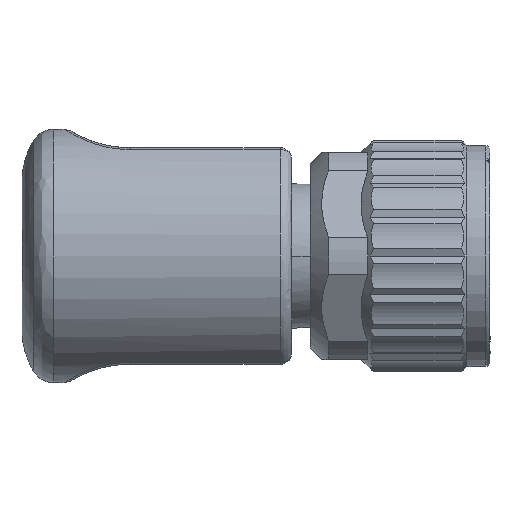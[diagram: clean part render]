
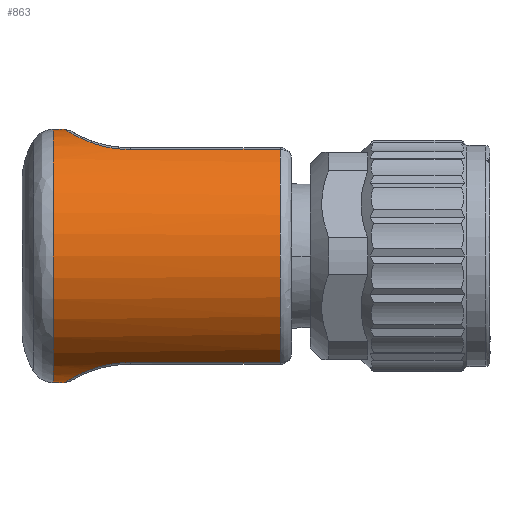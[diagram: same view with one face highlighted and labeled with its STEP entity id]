
A CAD part, front view. The second image highlights one B-rep face of the part: STEP entity #863.
In plain terms, the highlighted cylindrical face has radius 5.5 mm (diameter 11 mm), a partial arc.
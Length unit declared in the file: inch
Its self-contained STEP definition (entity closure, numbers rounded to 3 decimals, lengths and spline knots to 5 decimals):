
#205 = CARTESIAN_POINT ( 'NONE',  ( -0.50927, 0., 0. ) ) ;
#209 = VECTOR ( 'NONE', #806, 39.37008 ) ;
#259 = CARTESIAN_POINT ( 'NONE',  ( -0.4905, 0., 0.21653 ) ) ;
#319 = CARTESIAN_POINT ( 'NONE',  ( -0.46304, -0.08001, 0.20122 ) ) ;
#332 = VERTEX_POINT ( 'NONE', #6572 ) ;
#438 = CARTESIAN_POINT ( 'NONE',  ( -0.47934, -0.05453, 0.2097 ) ) ;
#506 = CARTESIAN_POINT ( 'NONE',  ( -0.45249, -0.09096, -0.19651 ) ) ;
#591 = EDGE_LOOP ( 'NONE', ( #11141, #2129, #622, #2958, #2154, #5705, #5167, #9422 ) ) ;
#621 = CARTESIAN_POINT ( 'NONE',  ( -0.4905, 0., -0.21653 ) ) ;
#622 = ORIENTED_EDGE ( 'NONE', *, *, #10470, .T. ) ;
#738 = CARTESIAN_POINT ( 'NONE',  ( -0.43472, -0.10402, -0.18997 ) ) ;
#806 = DIRECTION ( 'NONE',  ( 1., 0., 0. ) ) ;
#842 = CIRCLE ( 'NONE', #2567, 0.21654 ) ;
#863 = ADVANCED_FACE ( 'NONE', ( #8627 ), #9465, .T. ) ;
#1099 = CARTESIAN_POINT ( 'NONE',  ( -0.37795, -0.11749, 0.18189 ) ) ;
#1153 = CARTESIAN_POINT ( 'NONE',  ( -0.43506, -0.10471, 0.18963 ) ) ;
#1212 = CARTESIAN_POINT ( 'NONE',  ( -0.49054, -0.00831, 0.21654 ) ) ;
#1985 = LINE ( 'NONE', #4724, #11118 ) ;
#1995 = CARTESIAN_POINT ( 'NONE',  ( -0.40382, -0.11495, 0.1835 ) ) ;
#2006 = CARTESIAN_POINT ( 'NONE',  ( -0.50927, 0., -0.21654 ) ) ;
#2051 = CARTESIAN_POINT ( 'NONE',  ( -0.37795, -0.11749, 0.18189 ) ) ;
#2110 = CARTESIAN_POINT ( 'NONE',  ( -0.46986, -0.07104, 0.20458 ) ) ;
#2129 = ORIENTED_EDGE ( 'NONE', *, *, #8921, .T. ) ;
#2154 = ORIENTED_EDGE ( 'NONE', *, *, #9306, .T. ) ;
#2303 = CARTESIAN_POINT ( 'NONE',  ( -0.38542, -0.11733, -0.18199 ) ) ;
#2418 = LINE ( 'NONE', #8775, #209 ) ;
#2474 = CARTESIAN_POINT ( 'NONE',  ( -0.4878, -0.03249, -0.21461 ) ) ;
#2567 = AXIS2_PLACEMENT_3D ( 'NONE', #205, #6527, #11029 ) ;
#2639 = VERTEX_POINT ( 'NONE', #10904 ) ;
#2789 = B_SPLINE_CURVE_WITH_KNOTS ( 'NONE', 3,
 ( #621, #7108, #2474, #6108, #4316, #6990, #11560, #9554, #5203, #506, #5036, #7886, #8004, #738, #4197, #5934, #3425, #3309, #4258, #10670, #7053, #2303, #10608, #6165 ),
 .UNSPECIFIED., .F., .F.,
 ( 4, 2, 2, 2, 2, 2, 2, 2, 2, 2, 2, 4 ),
 ( 0.49994, 0.62495, 0.68746, 0.74997, 0.7656, 0.78122, 0.81248, 0.87498, 0.93749, 0.95312, 0.96875, 1. ),
 .UNSPECIFIED. ) ;
#2958 = ORIENTED_EDGE ( 'NONE', *, *, #4717, .T. ) ;
#3005 = CARTESIAN_POINT ( 'NONE',  ( -0.41814, -0.11115, 0.18584 ) ) ;
#3087 = AXIS2_PLACEMENT_3D ( 'NONE', #8943, #11606, #6156 ) ;
#3309 = CARTESIAN_POINT ( 'NONE',  ( -0.3982, -0.11596, -0.18287 ) ) ;
#3423 = VERTEX_POINT ( 'NONE', #2006 ) ;
#3425 = CARTESIAN_POINT ( 'NONE',  ( -0.40759, -0.11435, -0.18388 ) ) ;
#3512 = DIRECTION ( 'NONE',  ( 1., 0., 0. ) ) ;
#3769 = DIRECTION ( 'NONE',  ( 1., 0., 0. ) ) ;
#3952 = CARTESIAN_POINT ( 'NONE',  ( -0.46662, -0.07566, 0.20293 ) ) ;
#4014 = CARTESIAN_POINT ( 'NONE',  ( -0.41466, -0.11227, 0.18516 ) ) ;
#4197 = CARTESIAN_POINT ( 'NONE',  ( -0.42829, -0.1073, -0.18811 ) ) ;
#4258 = CARTESIAN_POINT ( 'NONE',  ( -0.39644, -0.11622, -0.18271 ) ) ;
#4316 = CARTESIAN_POINT ( 'NONE',  ( -0.47588, -0.0615, -0.20773 ) ) ;
#4717 = EDGE_CURVE ( 'NONE', #2639, #6012, #2789, .T. ) ;
#4724 = CARTESIAN_POINT ( 'NONE',  ( -0.33268, -0.11749, -0.18189 ) ) ;
#4732 = CARTESIAN_POINT ( 'NONE',  ( -0.48501, -0.03972, 0.213 ) ) ;
#4852 = CARTESIAN_POINT ( 'NONE',  ( -0.37795, -0.11749, -0.18189 ) ) ;
#4865 = EDGE_CURVE ( 'NONE', #10113, #332, #6051, .T. ) ;
#4906 = CARTESIAN_POINT ( 'NONE',  ( -0.48987, -0.01642, 0.21606 ) ) ;
#4950 = DIRECTION ( 'NONE',  ( 0., 0., -1. ) ) ;
#5036 = CARTESIAN_POINT ( 'NONE',  ( -0.45108, -0.09221, -0.19593 ) ) ;
#5167 = ORIENTED_EDGE ( 'NONE', *, *, #6050, .T. ) ;
#5203 = CARTESIAN_POINT ( 'NONE',  ( -0.45526, -0.08838, -0.19768 ) ) ;
#5280 = CARTESIAN_POINT ( 'NONE',  ( -0.50927, 0., 0.21654 ) ) ;
#5659 = VECTOR ( 'NONE', #3512, 39.37008 ) ;
#5705 = ORIENTED_EDGE ( 'NONE', *, *, #8076, .T. ) ;
#5743 = CARTESIAN_POINT ( 'NONE',  ( -0.4759, -0.06143, 0.20775 ) ) ;
#5934 = CARTESIAN_POINT ( 'NONE',  ( -0.41471, -0.11245, -0.18507 ) ) ;
#6012 = VERTEX_POINT ( 'NONE', #4852 ) ;
#6050 = EDGE_CURVE ( 'NONE', #9537, #10113, #6153, .T. ) ;
#6051 = B_SPLINE_CURVE_WITH_KNOTS ( 'NONE', 3,
 ( #2051, #7646, #8593, #11084, #1995, #6521, #9305, #4014, #3005, #1153, #7584, #9480, #8414, #319, #3952, #2110, #5743, #438, #4732, #7463, #4906, #1212, #259 ),
 .UNSPECIFIED., .F., .F.,
 ( 4, 2, 2, 2, 2, 2, 2, 1, 2, 2, 2, 4 ),
 ( 0., 0.06249, 0.07811, 0.09374, 0.12498, 0.24997, 0.26559, 0.28121, 0.31246, 0.37495, 0.43744, 0.49993 ),
 .UNSPECIFIED. ) ;
#6108 = CARTESIAN_POINT ( 'NONE',  ( -0.47934, -0.05455, -0.20969 ) ) ;
#6153 = LINE ( 'NONE', #9544, #7632 ) ;
#6156 = DIRECTION ( 'NONE',  ( 0., 0., -1. ) ) ;
#6165 = CARTESIAN_POINT ( 'NONE',  ( -0.37795, -0.11749, -0.18189 ) ) ;
#6205 = CARTESIAN_POINT ( 'NONE',  ( -0.12205, -0.11749, -0.18189 ) ) ;
#6521 = CARTESIAN_POINT ( 'NONE',  ( -0.40749, -0.11415, 0.184 ) ) ;
#6527 = DIRECTION ( 'NONE',  ( 1., 0., 0. ) ) ;
#6546 = EDGE_CURVE ( 'NONE', #9757, #332, #2418, .T. ) ;
#6572 = CARTESIAN_POINT ( 'NONE',  ( -0.4905, 0., 0.21653 ) ) ;
#6990 = CARTESIAN_POINT ( 'NONE',  ( -0.46782, -0.0743, -0.2035 ) ) ;
#7053 = CARTESIAN_POINT ( 'NONE',  ( -0.39095, -0.11687, -0.18229 ) ) ;
#7108 = CARTESIAN_POINT ( 'NONE',  ( -0.49058, -0.01664, -0.21654 ) ) ;
#7450 = CARTESIAN_POINT ( 'NONE',  ( -0.33268, 0., 0. ) ) ;
#7463 = CARTESIAN_POINT ( 'NONE',  ( -0.48709, -0.03216, 0.21428 ) ) ;
#7584 = CARTESIAN_POINT ( 'NONE',  ( -0.44726, -0.09676, 0.19409 ) ) ;
#7632 = VECTOR ( 'NONE', #10594, 39.37008 ) ;
#7646 = CARTESIAN_POINT ( 'NONE',  ( -0.38545, -0.11749, 0.18189 ) ) ;
#7822 = CIRCLE ( 'NONE', #3087, 0.21654 ) ;
#7886 = CARTESIAN_POINT ( 'NONE',  ( -0.44679, -0.0958, -0.19421 ) ) ;
#8004 = CARTESIAN_POINT ( 'NONE',  ( -0.44384, -0.09799, -0.19311 ) ) ;
#8076 = EDGE_CURVE ( 'NONE', #9495, #9537, #7822, .T. ) ;
#8414 = CARTESIAN_POINT ( 'NONE',  ( -0.46057, -0.08284, 0.20007 ) ) ;
#8593 = CARTESIAN_POINT ( 'NONE',  ( -0.39283, -0.11687, 0.18229 ) ) ;
#8627 = FACE_OUTER_BOUND ( 'NONE', #591, .T. ) ;
#8719 = AXIS2_PLACEMENT_3D ( 'NONE', #7450, #10237, #4950 ) ;
#8775 = CARTESIAN_POINT ( 'NONE',  ( -0.33268, 0., 0.21654 ) ) ;
#8921 = EDGE_CURVE ( 'NONE', #9757, #3423, #842, .T. ) ;
#8943 = CARTESIAN_POINT ( 'NONE',  ( -0.12205, 0., 0. ) ) ;
#8978 = LINE ( 'NONE', #11643, #5659 ) ;
#9305 = CARTESIAN_POINT ( 'NONE',  ( -0.4093, -0.11371, 0.18427 ) ) ;
#9306 = EDGE_CURVE ( 'NONE', #6012, #9495, #1985, .T. ) ;
#9422 = ORIENTED_EDGE ( 'NONE', *, *, #4865, .T. ) ;
#9465 = CYLINDRICAL_SURFACE ( 'NONE', #8719, 0.21654 ) ;
#9480 = CARTESIAN_POINT ( 'NONE',  ( -0.45934, -0.08419, 0.1995 ) ) ;
#9495 = VERTEX_POINT ( 'NONE', #6205 ) ;
#9537 = VERTEX_POINT ( 'NONE', #9702 ) ;
#9544 = CARTESIAN_POINT ( 'NONE',  ( -0.33268, -0.11749, 0.18189 ) ) ;
#9554 = CARTESIAN_POINT ( 'NONE',  ( -0.45666, -0.087, -0.1983 ) ) ;
#9702 = CARTESIAN_POINT ( 'NONE',  ( -0.12205, -0.11749, 0.18189 ) ) ;
#9757 = VERTEX_POINT ( 'NONE', #5280 ) ;
#10113 = VERTEX_POINT ( 'NONE', #1099 ) ;
#10237 = DIRECTION ( 'NONE',  ( 1., 0., 0. ) ) ;
#10470 = EDGE_CURVE ( 'NONE', #3423, #2639, #8978, .T. ) ;
#10594 = DIRECTION ( 'NONE',  ( -1., 0., 0. ) ) ;
#10608 = CARTESIAN_POINT ( 'NONE',  ( -0.3817, -0.11749, -0.18189 ) ) ;
#10670 = CARTESIAN_POINT ( 'NONE',  ( -0.39278, -0.11668, -0.18241 ) ) ;
#10904 = CARTESIAN_POINT ( 'NONE',  ( -0.4905, 0., -0.21653 ) ) ;
#11029 = DIRECTION ( 'NONE',  ( 0., 0., -1. ) ) ;
#11084 = CARTESIAN_POINT ( 'NONE',  ( -0.4019, -0.11532, 0.18327 ) ) ;
#11118 = VECTOR ( 'NONE', #3769, 39.37008 ) ;
#11141 = ORIENTED_EDGE ( 'NONE', *, *, #6546, .F. ) ;
#11560 = CARTESIAN_POINT ( 'NONE',  ( -0.46319, -0.08021, -0.20122 ) ) ;
#11606 = DIRECTION ( 'NONE',  ( -1., 0., 0. ) ) ;
#11643 = CARTESIAN_POINT ( 'NONE',  ( -0.33268, 0., -0.21654 ) ) ;
